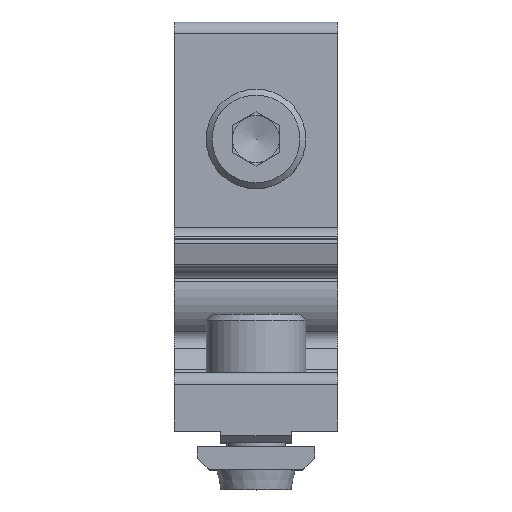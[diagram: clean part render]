
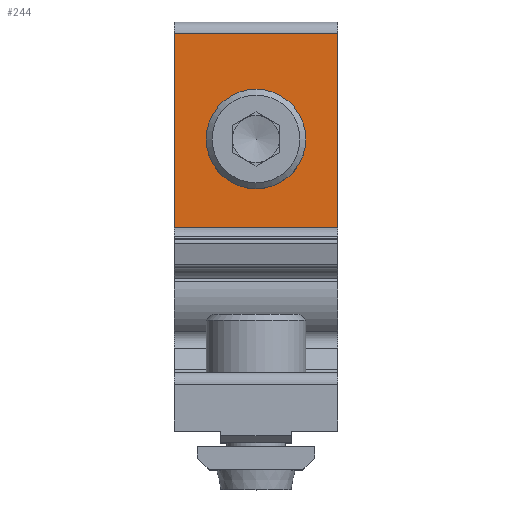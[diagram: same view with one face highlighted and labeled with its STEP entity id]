
A CAD part, top view. The second image highlights one B-rep face of the part: STEP entity #244.
In plain terms, the highlighted planar face has unit normal (0, 0, 1).
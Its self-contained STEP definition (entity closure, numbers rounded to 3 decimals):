
#244 = ADVANCED_FACE( '', ( #485, #486 ), #487, .F. );
#485 = FACE_BOUND( '', #750, .T. );
#486 = FACE_OUTER_BOUND( '', #751, .T. );
#487 = PLANE( '', #752 );
#750 = EDGE_LOOP( '', ( #1167 ) );
#751 = EDGE_LOOP( '', ( #1168, #1169, #1170, #1171 ) );
#752 = AXIS2_PLACEMENT_3D( '', #1172, #1173, #1174 );
#1167 = ORIENTED_EDGE( '', *, *, #1664, .F. );
#1168 = ORIENTED_EDGE( '', *, *, #1726, .T. );
#1169 = ORIENTED_EDGE( '', *, *, #1727, .F. );
#1170 = ORIENTED_EDGE( '', *, *, #1728, .F. );
#1171 = ORIENTED_EDGE( '', *, *, #1729, .T. );
#1172 = CARTESIAN_POINT( '', ( 7., 34., 5. ) );
#1173 = DIRECTION( '', ( 0., 0., -1. ) );
#1174 = DIRECTION( '', ( -1., 0., 0. ) );
#1664 = EDGE_CURVE( '', #1986, #1986, #1987, .T. );
#1726 = EDGE_CURVE( '', #2087, #2088, #2089, .T. );
#1727 = EDGE_CURVE( '', #2090, #2088, #2091, .T. );
#1728 = EDGE_CURVE( '', #2092, #2090, #2093, .T. );
#1729 = EDGE_CURVE( '', #2092, #2087, #2094, .T. );
#1986 = VERTEX_POINT( '', #2420 );
#1987 = CIRCLE( '', #2421, 2.75 );
#2087 = VERTEX_POINT( '', #2562 );
#2088 = VERTEX_POINT( '', #2563 );
#2089 = LINE( '', #2564, #2565 );
#2090 = VERTEX_POINT( '', #2566 );
#2091 = LINE( '', #2567, #2568 );
#2092 = VERTEX_POINT( '', #2569 );
#2093 = LINE( '', #2570, #2571 );
#2094 = LINE( '', #2572, #2573 );
#2420 = CARTESIAN_POINT( '', ( 2.75, 25., 5. ) );
#2421 = AXIS2_PLACEMENT_3D( '', #2858, #2859, #2860 );
#2562 = CARTESIAN_POINT( '', ( -7., 34., 5. ) );
#2563 = CARTESIAN_POINT( '', ( -7., 17.414, 5. ) );
#2564 = CARTESIAN_POINT( '', ( -7., 34., 5. ) );
#2565 = VECTOR( '', #2923, 1000. );
#2566 = CARTESIAN_POINT( '', ( 7., 17.414, 5. ) );
#2567 = CARTESIAN_POINT( '', ( 7., 17.414, 5. ) );
#2568 = VECTOR( '', #2924, 1000. );
#2569 = CARTESIAN_POINT( '', ( 7., 34., 5. ) );
#2570 = CARTESIAN_POINT( '', ( 7., 34., 5. ) );
#2571 = VECTOR( '', #2925, 1000. );
#2572 = CARTESIAN_POINT( '', ( 7., 34., 5. ) );
#2573 = VECTOR( '', #2926, 1000. );
#2858 = CARTESIAN_POINT( '', ( 0., 25., 5. ) );
#2859 = DIRECTION( '', ( 0., 0., 1. ) );
#2860 = DIRECTION( '', ( 1., 0., 0. ) );
#2923 = DIRECTION( '', ( 0., -1., 0. ) );
#2924 = DIRECTION( '', ( -1., 0., 0. ) );
#2925 = DIRECTION( '', ( 0., -1., 0. ) );
#2926 = DIRECTION( '', ( -1., 0., 0. ) );
